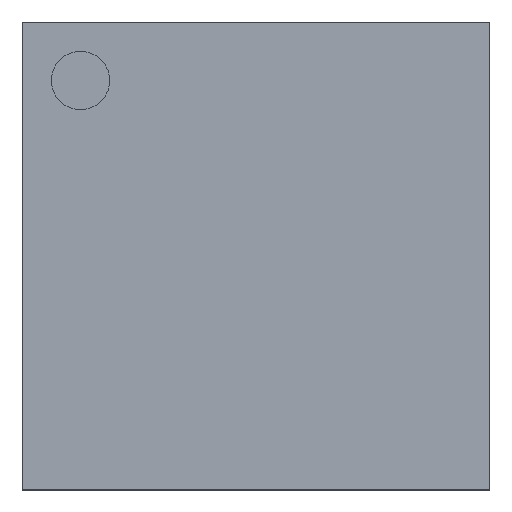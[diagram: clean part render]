
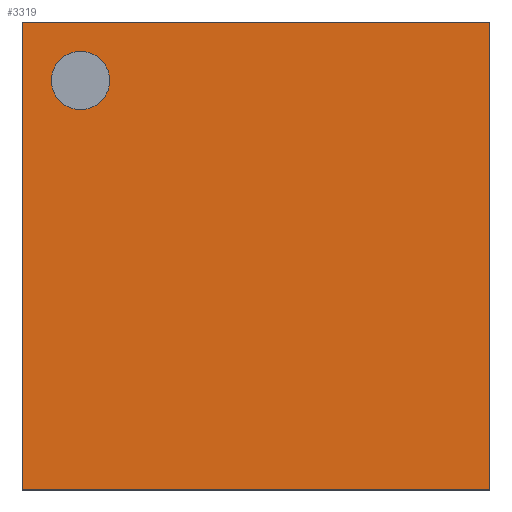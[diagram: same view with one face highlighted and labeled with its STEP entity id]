
A CAD part, top view. The second image highlights one B-rep face of the part: STEP entity #3319.
In plain terms, the highlighted planar face has unit normal (0, 0, 1).
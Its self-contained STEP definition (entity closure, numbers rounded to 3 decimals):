
#3130 = VERTEX_POINT('',#3131);
#3131 = CARTESIAN_POINT('',(-8.5,-8.5,1.55));
#3138 = PLANE('',#3139);
#3139 = AXIS2_PLACEMENT_3D('',#3140,#3141,#3142);
#3140 = CARTESIAN_POINT('',(-8.5,-8.5,0.5));
#3141 = DIRECTION('',(1.,0.,0.));
#3142 = DIRECTION('',(0.,0.,1.));
#3150 = PLANE('',#3151);
#3151 = AXIS2_PLACEMENT_3D('',#3152,#3153,#3154);
#3152 = CARTESIAN_POINT('',(-8.5,-8.5,0.5));
#3153 = DIRECTION('',(0.,1.,0.));
#3154 = DIRECTION('',(0.,0.,1.));
#3191 = VERTEX_POINT('',#3192);
#3192 = CARTESIAN_POINT('',(-8.5,8.5,1.55));
#3206 = PLANE('',#3207);
#3207 = AXIS2_PLACEMENT_3D('',#3208,#3209,#3210);
#3208 = CARTESIAN_POINT('',(-8.5,8.5,0.5));
#3209 = DIRECTION('',(0.,1.,0.));
#3210 = DIRECTION('',(0.,0.,1.));
#3218 = EDGE_CURVE('',#3130,#3191,#3219,.T.);
#3219 = SURFACE_CURVE('',#3220,(#3224,#3231),.PCURVE_S1.);
#3220 = LINE('',#3221,#3222);
#3221 = CARTESIAN_POINT('',(-8.5,-8.5,1.55));
#3222 = VECTOR('',#3223,1.);
#3223 = DIRECTION('',(0.,1.,0.));
#3224 = PCURVE('',#3138,#3225);
#3225 = DEFINITIONAL_REPRESENTATION('',(#3226),#3230);
#3226 = LINE('',#3227,#3228);
#3227 = CARTESIAN_POINT('',(1.05,0.));
#3228 = VECTOR('',#3229,1.);
#3229 = DIRECTION('',(0.,-1.));
#3230 = ( GEOMETRIC_REPRESENTATION_CONTEXT(2) 
PARAMETRIC_REPRESENTATION_CONTEXT() REPRESENTATION_CONTEXT('2D SPACE',''
  ) );
#3231 = PCURVE('',#3232,#3237);
#3232 = PLANE('',#3233);
#3233 = AXIS2_PLACEMENT_3D('',#3234,#3235,#3236);
#3234 = CARTESIAN_POINT('',(-8.5,-8.5,1.55));
#3235 = DIRECTION('',(0.,0.,1.));
#3236 = DIRECTION('',(1.,0.,0.));
#3237 = DEFINITIONAL_REPRESENTATION('',(#3238),#3242);
#3238 = LINE('',#3239,#3240);
#3239 = CARTESIAN_POINT('',(0.,0.));
#3240 = VECTOR('',#3241,1.);
#3241 = DIRECTION('',(0.,1.));
#3242 = ( GEOMETRIC_REPRESENTATION_CONTEXT(2) 
PARAMETRIC_REPRESENTATION_CONTEXT() REPRESENTATION_CONTEXT('2D SPACE',''
  ) );
#3271 = EDGE_CURVE('',#3130,#3272,#3274,.T.);
#3272 = VERTEX_POINT('',#3273);
#3273 = CARTESIAN_POINT('',(8.5,-8.5,1.55));
#3274 = SURFACE_CURVE('',#3275,(#3279,#3286),.PCURVE_S1.);
#3275 = LINE('',#3276,#3277);
#3276 = CARTESIAN_POINT('',(-8.5,-8.5,1.55));
#3277 = VECTOR('',#3278,1.);
#3278 = DIRECTION('',(1.,0.,0.));
#3279 = PCURVE('',#3150,#3280);
#3280 = DEFINITIONAL_REPRESENTATION('',(#3281),#3285);
#3281 = LINE('',#3282,#3283);
#3282 = CARTESIAN_POINT('',(1.05,0.));
#3283 = VECTOR('',#3284,1.);
#3284 = DIRECTION('',(0.,1.));
#3285 = ( GEOMETRIC_REPRESENTATION_CONTEXT(2) 
PARAMETRIC_REPRESENTATION_CONTEXT() REPRESENTATION_CONTEXT('2D SPACE',''
  ) );
#3286 = PCURVE('',#3232,#3287);
#3287 = DEFINITIONAL_REPRESENTATION('',(#3288),#3292);
#3288 = LINE('',#3289,#3290);
#3289 = CARTESIAN_POINT('',(0.,0.));
#3290 = VECTOR('',#3291,1.);
#3291 = DIRECTION('',(1.,0.));
#3292 = ( GEOMETRIC_REPRESENTATION_CONTEXT(2) 
PARAMETRIC_REPRESENTATION_CONTEXT() REPRESENTATION_CONTEXT('2D SPACE',''
  ) );
#3308 = PLANE('',#3309);
#3309 = AXIS2_PLACEMENT_3D('',#3310,#3311,#3312);
#3310 = CARTESIAN_POINT('',(8.5,-8.5,0.5));
#3311 = DIRECTION('',(1.,0.,0.));
#3312 = DIRECTION('',(0.,0.,1.));
#3319 = ADVANCED_FACE('',(#3320,#3368),#3232,.T.);
#3320 = FACE_BOUND('',#3321,.T.);
#3321 = EDGE_LOOP('',(#3322,#3323,#3324,#3347));
#3322 = ORIENTED_EDGE('',*,*,#3218,.F.);
#3323 = ORIENTED_EDGE('',*,*,#3271,.T.);
#3324 = ORIENTED_EDGE('',*,*,#3325,.T.);
#3325 = EDGE_CURVE('',#3272,#3326,#3328,.T.);
#3326 = VERTEX_POINT('',#3327);
#3327 = CARTESIAN_POINT('',(8.5,8.5,1.55));
#3328 = SURFACE_CURVE('',#3329,(#3333,#3340),.PCURVE_S1.);
#3329 = LINE('',#3330,#3331);
#3330 = CARTESIAN_POINT('',(8.5,-8.5,1.55));
#3331 = VECTOR('',#3332,1.);
#3332 = DIRECTION('',(0.,1.,0.));
#3333 = PCURVE('',#3232,#3334);
#3334 = DEFINITIONAL_REPRESENTATION('',(#3335),#3339);
#3335 = LINE('',#3336,#3337);
#3336 = CARTESIAN_POINT('',(17.,0.));
#3337 = VECTOR('',#3338,1.);
#3338 = DIRECTION('',(0.,1.));
#3339 = ( GEOMETRIC_REPRESENTATION_CONTEXT(2) 
PARAMETRIC_REPRESENTATION_CONTEXT() REPRESENTATION_CONTEXT('2D SPACE',''
  ) );
#3340 = PCURVE('',#3308,#3341);
#3341 = DEFINITIONAL_REPRESENTATION('',(#3342),#3346);
#3342 = LINE('',#3343,#3344);
#3343 = CARTESIAN_POINT('',(1.05,0.));
#3344 = VECTOR('',#3345,1.);
#3345 = DIRECTION('',(0.,-1.));
#3346 = ( GEOMETRIC_REPRESENTATION_CONTEXT(2) 
PARAMETRIC_REPRESENTATION_CONTEXT() REPRESENTATION_CONTEXT('2D SPACE',''
  ) );
#3347 = ORIENTED_EDGE('',*,*,#3348,.F.);
#3348 = EDGE_CURVE('',#3191,#3326,#3349,.T.);
#3349 = SURFACE_CURVE('',#3350,(#3354,#3361),.PCURVE_S1.);
#3350 = LINE('',#3351,#3352);
#3351 = CARTESIAN_POINT('',(-8.5,8.5,1.55));
#3352 = VECTOR('',#3353,1.);
#3353 = DIRECTION('',(1.,0.,0.));
#3354 = PCURVE('',#3232,#3355);
#3355 = DEFINITIONAL_REPRESENTATION('',(#3356),#3360);
#3356 = LINE('',#3357,#3358);
#3357 = CARTESIAN_POINT('',(0.,17.));
#3358 = VECTOR('',#3359,1.);
#3359 = DIRECTION('',(1.,0.));
#3360 = ( GEOMETRIC_REPRESENTATION_CONTEXT(2) 
PARAMETRIC_REPRESENTATION_CONTEXT() REPRESENTATION_CONTEXT('2D SPACE',''
  ) );
#3361 = PCURVE('',#3206,#3362);
#3362 = DEFINITIONAL_REPRESENTATION('',(#3363),#3367);
#3363 = LINE('',#3364,#3365);
#3364 = CARTESIAN_POINT('',(1.05,0.));
#3365 = VECTOR('',#3366,1.);
#3366 = DIRECTION('',(0.,1.));
#3367 = ( GEOMETRIC_REPRESENTATION_CONTEXT(2) 
PARAMETRIC_REPRESENTATION_CONTEXT() REPRESENTATION_CONTEXT('2D SPACE',''
  ) );
#3368 = FACE_BOUND('',#3369,.T.);
#3369 = EDGE_LOOP('',(#3370));
#3370 = ORIENTED_EDGE('',*,*,#3371,.F.);
#3371 = EDGE_CURVE('',#3372,#3372,#3374,.T.);
#3372 = VERTEX_POINT('',#3373);
#3373 = CARTESIAN_POINT('',(-5.313,6.375,1.55));
#3374 = SURFACE_CURVE('',#3375,(#3380,#3387),.PCURVE_S1.);
#3375 = CIRCLE('',#3376,1.063);
#3376 = AXIS2_PLACEMENT_3D('',#3377,#3378,#3379);
#3377 = CARTESIAN_POINT('',(-6.375,6.375,1.55));
#3378 = DIRECTION('',(0.,0.,1.));
#3379 = DIRECTION('',(1.,0.,0.));
#3380 = PCURVE('',#3232,#3381);
#3381 = DEFINITIONAL_REPRESENTATION('',(#3382),#3386);
#3382 = CIRCLE('',#3383,1.063);
#3383 = AXIS2_PLACEMENT_2D('',#3384,#3385);
#3384 = CARTESIAN_POINT('',(2.125,14.875));
#3385 = DIRECTION('',(1.,0.));
#3386 = ( GEOMETRIC_REPRESENTATION_CONTEXT(2) 
PARAMETRIC_REPRESENTATION_CONTEXT() REPRESENTATION_CONTEXT('2D SPACE',''
  ) );
#3387 = PCURVE('',#3388,#3393);
#3388 = CYLINDRICAL_SURFACE('',#3389,1.063);
#3389 = AXIS2_PLACEMENT_3D('',#3390,#3391,#3392);
#3390 = CARTESIAN_POINT('',(-6.375,6.375,1.395));
#3391 = DIRECTION('',(0.,0.,1.));
#3392 = DIRECTION('',(1.,0.,0.));
#3393 = DEFINITIONAL_REPRESENTATION('',(#3394),#3398);
#3394 = LINE('',#3395,#3396);
#3395 = CARTESIAN_POINT('',(0.,0.155));
#3396 = VECTOR('',#3397,1.);
#3397 = DIRECTION('',(1.,0.));
#3398 = ( GEOMETRIC_REPRESENTATION_CONTEXT(2) 
PARAMETRIC_REPRESENTATION_CONTEXT() REPRESENTATION_CONTEXT('2D SPACE',''
  ) );
